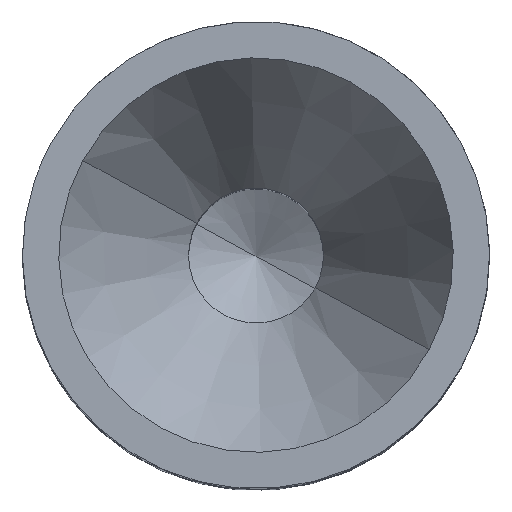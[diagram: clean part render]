
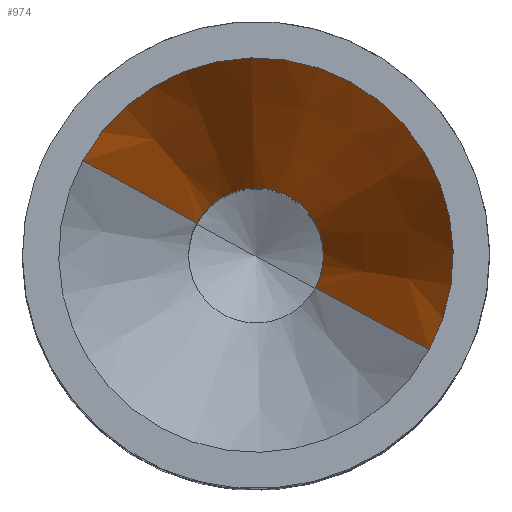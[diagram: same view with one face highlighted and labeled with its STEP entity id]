
A CAD part, top view. The second image highlights one B-rep face of the part: STEP entity #974.
In plain terms, the highlighted conical face has half-angle 30 degrees and reference radius 0.65 mm.
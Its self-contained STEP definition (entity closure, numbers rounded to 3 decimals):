
#510=AXIS2_PLACEMENT_3D('Circle Axis2P3D',#508,#509,$) ;
#961=AXIS2_PLACEMENT_3D('Cone Axis2P3D',#958,#959,#960) ;
#965=AXIS2_PLACEMENT_3D('Circle Axis2P3D',#963,#964,$) ;
#459=CARTESIAN_POINT('Vertex',(1.68,2.562,20.135)) ;
#466=CARTESIAN_POINT('Vertex',(2.82,1.938,20.135)) ;
#508=CARTESIAN_POINT('Axis2P3D Location',(2.25,2.25,20.135)) ;
#902=CARTESIAN_POINT('Vertex',(3.917,1.339,22.3)) ;
#904=CARTESIAN_POINT('Vertex',(0.583,3.161,22.3)) ;
#907=CARTESIAN_POINT('Line Origine',(219398.176,-119854.29,433032.274)) ;
#912=CARTESIAN_POINT('Line Origine',(-219393.676,119858.79,433032.274)) ;
#958=CARTESIAN_POINT('Axis2P3D Location',(2.25,2.25,20.135)) ;
#963=CARTESIAN_POINT('Axis2P3D Location',(2.25,2.25,22.3)) ;
#509=DIRECTION('Axis2P3D Direction',(0.,0.,-1.)) ;
#908=DIRECTION('Vector Direction',(0.439,-0.24,0.866)) ;
#913=DIRECTION('Vector Direction',(-0.439,0.24,0.866)) ;
#959=DIRECTION('Axis2P3D Direction',(0.,-0.,1.)) ;
#960=DIRECTION('Axis2P3D XDirection',(0.878,-0.479,0.)) ;
#964=DIRECTION('Axis2P3D Direction',(0.,0.,1.)) ;
#909=VECTOR('Line Direction',#908,1.) ;
#914=VECTOR('Line Direction',#913,1.) ;
#969=ORIENTED_EDGE('',*,*,#967,.F.) ;
#970=ORIENTED_EDGE('',*,*,#916,.T.) ;
#971=ORIENTED_EDGE('',*,*,#512,.T.) ;
#972=ORIENTED_EDGE('',*,*,#911,.F.) ;
#974=ADVANCED_FACE('Hauptkoerper',(#973),#962,.F.) ;
#511=CIRCLE('generated circle',#510,0.65) ;
#966=CIRCLE('generated circle',#965,1.9) ;
#962=CONICAL_SURFACE('Cone',#961,0.65,0.524) ;
#512=EDGE_CURVE('',#460,#467,#511,.T.) ;
#911=EDGE_CURVE('',#903,#467,#910,.F.) ;
#916=EDGE_CURVE('',#905,#460,#915,.F.) ;
#967=EDGE_CURVE('',#905,#903,#966,.F.) ;
#968=EDGE_LOOP('',(#969,#970,#971,#972)) ;
#973=FACE_OUTER_BOUND('',#968,.T.) ;
#910=LINE('Line',#907,#909) ;
#915=LINE('Line',#912,#914) ;
#460=VERTEX_POINT('',#459) ;
#467=VERTEX_POINT('',#466) ;
#903=VERTEX_POINT('',#902) ;
#905=VERTEX_POINT('',#904) ;
